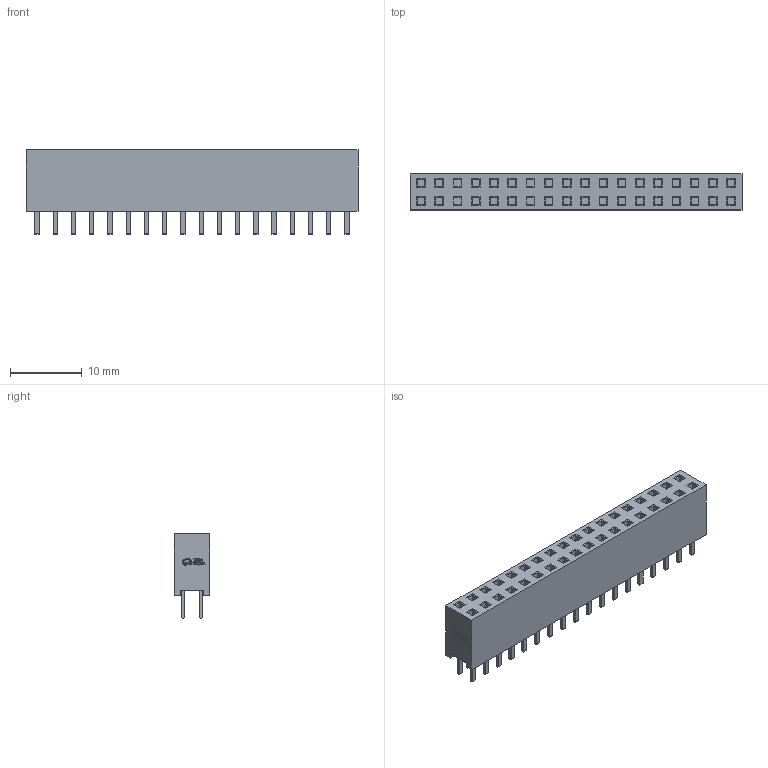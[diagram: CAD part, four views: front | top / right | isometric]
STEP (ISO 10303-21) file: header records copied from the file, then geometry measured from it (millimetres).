
FILE_DESCRIPTION(/* description */ ('Designed by EasyEDA Pro'),/* implementation_level */ '2;1');
FILE_NAME(/* name */ 'PM_2.54_2X18P_LH.step',/* time_stamp */ '2025-03-27T16:35:10+08:00',/* author */ (''),/* organization */ (''),/* preprocessor_version */ 'ST-DEVELOPER v20.1',/* originating_system */ 'Autodesk Translation Framework v14.4.0.0',/* authorisation */ '');
FILE_SCHEMA (('AUTOMOTIVE_DESIGN { 1 0 10303 214 3 1 1 }'));
Length unit declared in the file: millimetre
Products named in the file (3): TLPu-PCBModel; TLPu-Board; TLPu-U1-HDR-TH_36P-P2.54-V-F-R2-C18-S2.54
Assembly tree (2 placements, depth 2):
  TLPu-PCBModel
    TLPu-Board
    TLPu-U1-HDR-TH_36P-P2.54-V-F-R2-C18-S2.54
Bounding box: 46.23 x 5 x 11.7 mm (x, y, z)
Volume: 1821.5 mm3; surface area: 1952.1 mm2
Topology: 1 solids, 1 shells, 870 faces, 2166 edges, 1396 vertices
Faces by surface type: plane 756, bspline 114
Entity records: 27335 total; most frequent: CARTESIAN_POINT 6535, ORIENTED_EDGE 4332, DIRECTION 3628, EDGE_CURVE 2166, LINE 1938, VECTOR 1938, VERTEX_POINT 1396, EDGE_LOOP 968
